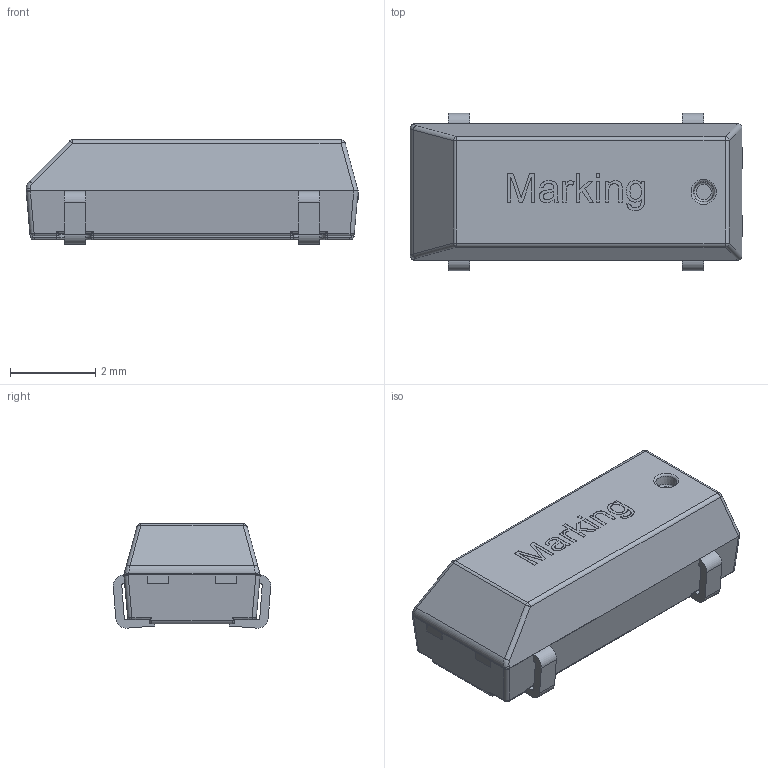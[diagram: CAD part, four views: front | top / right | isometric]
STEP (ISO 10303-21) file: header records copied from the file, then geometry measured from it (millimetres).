
FILE_DESCRIPTION(/* description */ ('Unknown'),/* implementation_level */ '2;1');
FILE_NAME(/* name */ 'FrqXTAL_85SMX',/* time_stamp */ '2018-09-11T07:23:34+02:00',/* author */ ('Unknown'),/* organization */ ('Unknown'),/* preprocessor_version */ 'ST-DEVELOPER v16.7',/* originating_system */ 'DEX',/* authorisation */ $);
FILE_SCHEMA (('AUTOMOTIVE_DESIGN {1 0 10303 214 3 1 1}'));
Length unit declared in the file: millimetre
Products named in the file (4): 85SMX; Base; TopCover; Pin
Assembly tree (3 placements, depth 2):
  85SMX
    Base
    TopCover
    Pin
Bounding box: 7.8 x 3.7 x 2.45 mm (x, y, z)
Volume: 51.9 mm3; surface area: 180.4 mm2
Topology: 3 solids, 3 shells, 398 faces, 1014 edges, 606 vertices
Faces by surface type: plane 173, cylinder 125, torus 40, bspline 38, sphere 20, cone 2
Entity records: 12477 total; most frequent: CARTESIAN_POINT 3203, ORIENTED_EDGE 1954, DIRECTION 1867, EDGE_CURVE 977, AXIS2_PLACEMENT_3D 682, VERTEX_POINT 604, LINE 503, VECTOR 503
